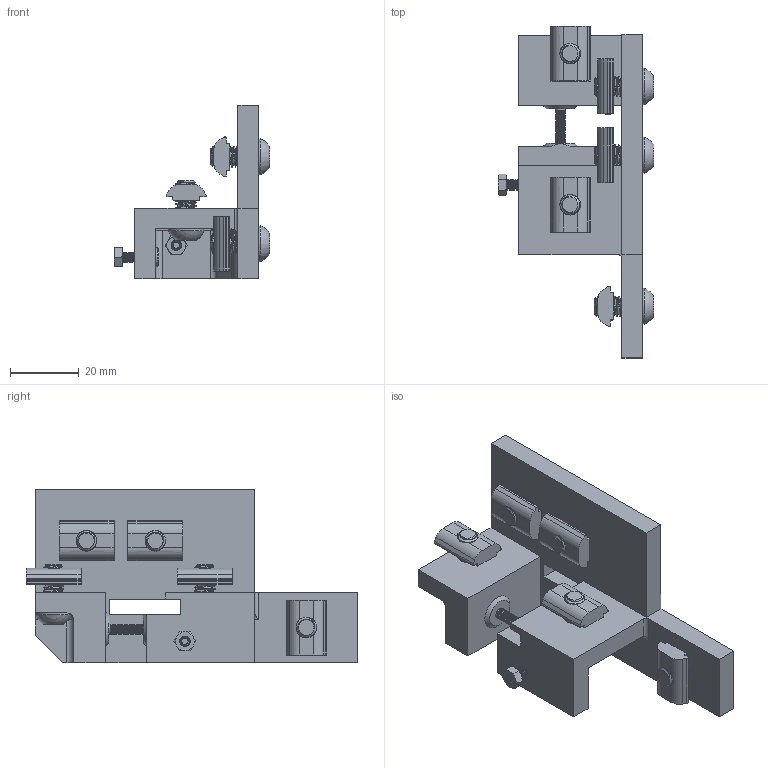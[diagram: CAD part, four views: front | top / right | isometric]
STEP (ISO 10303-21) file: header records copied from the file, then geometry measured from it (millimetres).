
FILE_DESCRIPTION(/* description */ (''),/* implementation_level */ '2;1');
FILE_NAME(/* name */ 'HTXY_AXIS_PULLEYMOUNT_REAR_RIGHT_Assy_3mmPulley.step',/* time_stamp */ '2022-01-08T14:11:12-05:00',/* author */ (''),/* organization */ (''),/* preprocessor_version */ 'ST-DEVELOPER v18.1',/* originating_system */ 'Autodesk Translation Framework v10.10.0.1391',/* authorisation */ '');
FILE_SCHEMA (('AUTOMOTIVE_DESIGN { 1 0 10303 214 3 1 1 }'));
Length unit declared in the file: millimetre
Products named in the file (7): HTXY_AXIS_PULLEYMOUNT_REAR_RIGHT_Assy_3mm; PulleyMount_REAR_RIGHT_3mm_Body; M6X14_ButtonHeadScrew_92095A227; M6X3030_TSlot_Nut; M3X10_CapScrew_92290A115; M3X25_CapScrew_92290A124; M3_Nut_94150A325
Assembly tree (15 placements, depth 2):
  HTXY_AXIS_PULLEYMOUNT_REAR_RIGHT_Assy_3mm
    PulleyMount_REAR_RIGHT_3mm_Body
    M6X14_ButtonHeadScrew_92095A227  x5
    M6X3030_TSlot_Nut  x5
    M3_Nut_94150A325  x2
    M3X10_CapScrew_92290A115
    M3X25_CapScrew_92290A124
Bounding box: 45.3 x 96.56 x 50.49 mm (x, y, z)
Volume: 44636.3 mm3; surface area: 23573 mm2
Topology: 15 solids, 15 shells, 695 faces, 1840 edges, 1189 vertices
Faces by surface type: cylinder 366, plane 216, cone 88, bspline 18, sphere 7
Full cylindrical faces by diameter (mm): 2.35 x60, 3 x64, 3.2 x2, 4 x1, 4.701 x70, 5.5 x2, 6 x71, 7 x1, 10.5 x5
Entity records: 25884 total; most frequent: CARTESIAN_POINT 17224, ORIENTED_EDGE 1952, DIRECTION 1489, EDGE_CURVE 976, VERTEX_POINT 633, AXIS2_PLACEMENT_3D 522, LINE 445, VECTOR 445
